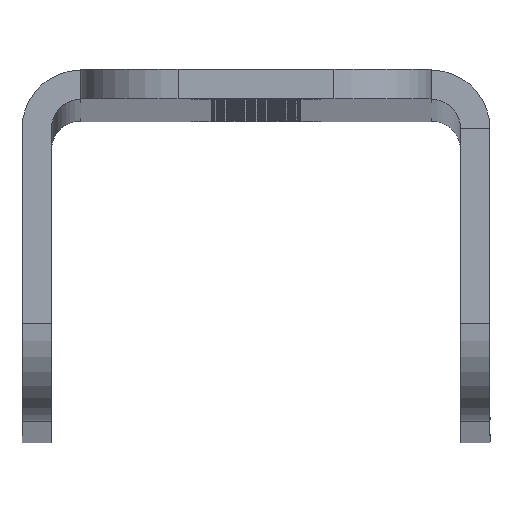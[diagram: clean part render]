
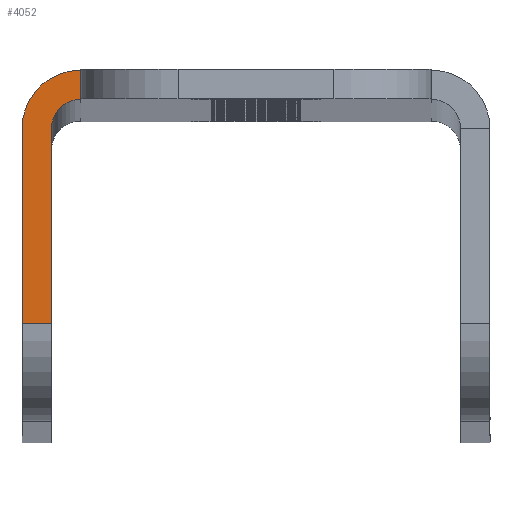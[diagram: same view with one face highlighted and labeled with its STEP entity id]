
A CAD part, top view. The second image highlights one B-rep face of the part: STEP entity #4052.
In plain terms, the highlighted planar face has unit normal (0, 0, 1).
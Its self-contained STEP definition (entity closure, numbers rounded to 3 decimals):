
#91 = ORIENTED_EDGE ( 'NONE', *, *, #4032, .F. ) ;
#303 = DIRECTION ( 'NONE',  ( 0., 0., 1. ) ) ;
#346 = VECTOR ( 'NONE', #1983, 1000. ) ;
#360 = LINE ( 'NONE', #4284, #1389 ) ;
#394 = ORIENTED_EDGE ( 'NONE', *, *, #2426, .T. ) ;
#462 = LINE ( 'NONE', #3608, #3558 ) ;
#477 = VERTEX_POINT ( 'NONE', #1498 ) ;
#494 = CIRCLE ( 'NONE', #827, 1.5 ) ;
#533 = VERTEX_POINT ( 'NONE', #3067 ) ;
#539 = DIRECTION ( 'NONE',  ( 1., 0., 0. ) ) ;
#554 = VERTEX_POINT ( 'NONE', #3245 ) ;
#720 = CARTESIAN_POINT ( 'NONE',  ( -12., -18., 317.65 ) ) ;
#827 = AXIS2_PLACEMENT_3D ( 'NONE', #4298, #303, #1107 ) ;
#935 = CARTESIAN_POINT ( 'NONE',  ( -12., -13., 317.65 ) ) ;
#1107 = DIRECTION ( 'NONE',  ( -1., 0., 0. ) ) ;
#1332 = VERTEX_POINT ( 'NONE', #1887 ) ;
#1352 = CARTESIAN_POINT ( 'NONE',  ( -9., -3., 317.65 ) ) ;
#1389 = VECTOR ( 'NONE', #2708, 1000. ) ;
#1498 = CARTESIAN_POINT ( 'NONE',  ( -12., -3., 317.65 ) ) ;
#1598 = CARTESIAN_POINT ( 'NONE',  ( -10.5, -13., 317.65 ) ) ;
#1626 = CARTESIAN_POINT ( 'NONE',  ( -9., -18., 317.65 ) ) ;
#1748 = LINE ( 'NONE', #2596, #3296 ) ;
#1881 = VERTEX_POINT ( 'NONE', #1598 ) ;
#1887 = CARTESIAN_POINT ( 'NONE',  ( -9., 0., 317.65 ) ) ;
#1919 = PLANE ( 'NONE',  #3126 ) ;
#1983 = DIRECTION ( 'NONE',  ( 0., 1., 0. ) ) ;
#2200 = ORIENTED_EDGE ( 'NONE', *, *, #3350, .F. ) ;
#2279 = DIRECTION ( 'NONE',  ( -1., 0., 0. ) ) ;
#2318 = CIRCLE ( 'NONE', #3399, 3. ) ;
#2426 = EDGE_CURVE ( 'NONE', #533, #1332, #2812, .T. ) ;
#2577 = DIRECTION ( 'NONE',  ( 0., 0., 1. ) ) ;
#2580 = EDGE_CURVE ( 'NONE', #1332, #477, #2318, .T. ) ;
#2596 = CARTESIAN_POINT ( 'NONE',  ( -12., -18., 317.65 ) ) ;
#2708 = DIRECTION ( 'NONE',  ( 0., 1., 0. ) ) ;
#2761 = EDGE_CURVE ( 'NONE', #1881, #554, #360, .T. ) ;
#2812 = LINE ( 'NONE', #1626, #346 ) ;
#2891 = EDGE_LOOP ( 'NONE', ( #2200, #4867, #4524, #91, #394, #4942 ) ) ;
#3021 = DIRECTION ( 'NONE',  ( -1., 0., 0. ) ) ;
#3067 = CARTESIAN_POINT ( 'NONE',  ( -9., -1.5, 317.65 ) ) ;
#3126 = AXIS2_PLACEMENT_3D ( 'NONE', #720, #5047, #2279 ) ;
#3242 = VERTEX_POINT ( 'NONE', #935 ) ;
#3245 = CARTESIAN_POINT ( 'NONE',  ( -10.5, -3., 317.65 ) ) ;
#3296 = VECTOR ( 'NONE', #3381, 1000. ) ;
#3350 = EDGE_CURVE ( 'NONE', #3242, #477, #1748, .T. ) ;
#3381 = DIRECTION ( 'NONE',  ( 0., 1., 0. ) ) ;
#3399 = AXIS2_PLACEMENT_3D ( 'NONE', #1352, #2577, #3021 ) ;
#3558 = VECTOR ( 'NONE', #539, 1000. ) ;
#3608 = CARTESIAN_POINT ( 'NONE',  ( -10.5, -13., 317.65 ) ) ;
#4032 = EDGE_CURVE ( 'NONE', #533, #554, #494, .T. ) ;
#4052 = ADVANCED_FACE ( 'NONE', ( #4249 ), #1919, .F. ) ;
#4249 = FACE_OUTER_BOUND ( 'NONE', #2891, .T. ) ;
#4284 = CARTESIAN_POINT ( 'NONE',  ( -10.5, 0., 317.65 ) ) ;
#4298 = CARTESIAN_POINT ( 'NONE',  ( -9., -3., 317.65 ) ) ;
#4524 = ORIENTED_EDGE ( 'NONE', *, *, #2761, .T. ) ;
#4856 = EDGE_CURVE ( 'NONE', #3242, #1881, #462, .T. ) ;
#4867 = ORIENTED_EDGE ( 'NONE', *, *, #4856, .T. ) ;
#4942 = ORIENTED_EDGE ( 'NONE', *, *, #2580, .T. ) ;
#5047 = DIRECTION ( 'NONE',  ( 0., 0., -1. ) ) ;
